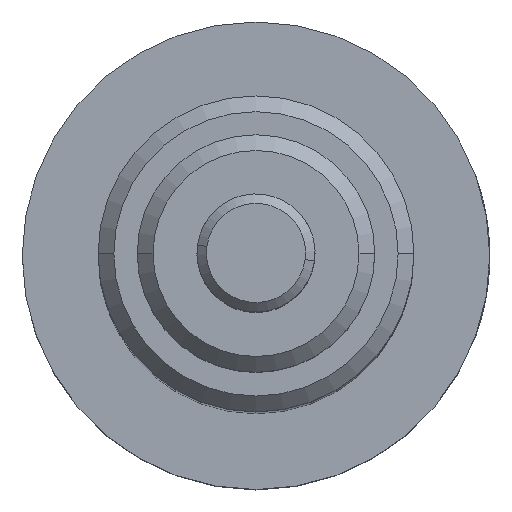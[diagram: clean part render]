
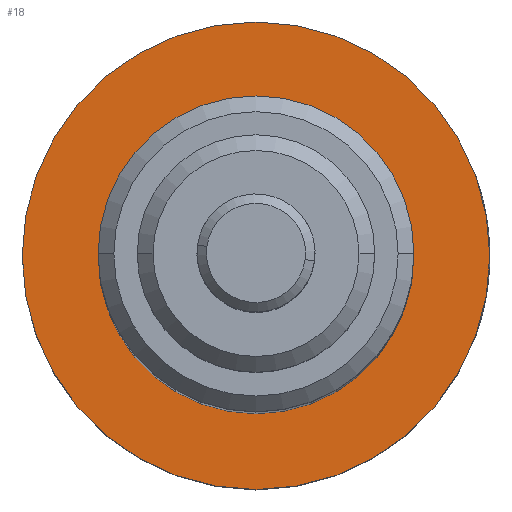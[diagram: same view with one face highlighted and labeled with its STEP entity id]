
A CAD part, top view. The second image highlights one B-rep face of the part: STEP entity #18.
In plain terms, the highlighted face is planar.
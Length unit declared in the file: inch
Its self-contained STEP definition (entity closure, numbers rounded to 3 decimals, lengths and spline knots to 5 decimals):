
#18 = ADVANCED_FACE ( 'NONE', ( #2654, #2107 ), #1663, .F. ) ;
#32 = CIRCLE ( 'NONE', #436, 0.25 ) ;
#182 = DIRECTION ( 'NONE',  ( 0., 0., 1. ) ) ;
#403 = AXIS2_PLACEMENT_3D ( 'NONE', #2073, #2485, #835 ) ;
#436 = AXIS2_PLACEMENT_3D ( 'NONE', #2643, #1421, #182 ) ;
#513 = EDGE_CURVE ( 'NONE', #1309, #1501, #32, .T. ) ;
#561 = EDGE_LOOP ( 'NONE', ( #1679, #905 ) ) ;
#576 = DIRECTION ( 'NONE',  ( -1., 0., 0. ) ) ;
#595 = CARTESIAN_POINT ( 'NONE',  ( 2.065, 0., 0.37 ) ) ;
#740 = ORIENTED_EDGE ( 'NONE', *, *, #1338, .T. ) ;
#831 = CARTESIAN_POINT ( 'NONE',  ( 2.065, 0., -0.37 ) ) ;
#835 = DIRECTION ( 'NONE',  ( 0., 0., -1. ) ) ;
#903 = EDGE_CURVE ( 'NONE', #1501, #1309, #1508, .T. ) ;
#905 = ORIENTED_EDGE ( 'NONE', *, *, #513, .F. ) ;
#932 = AXIS2_PLACEMENT_3D ( 'NONE', #2364, #1134, #2576 ) ;
#1134 = DIRECTION ( 'NONE',  ( -1., 0., 0. ) ) ;
#1198 = CARTESIAN_POINT ( 'NONE',  ( 2.065, 0., -0.25 ) ) ;
#1208 = DIRECTION ( 'NONE',  ( -1., 0., 0. ) ) ;
#1309 = VERTEX_POINT ( 'NONE', #1198 ) ;
#1338 = EDGE_CURVE ( 'NONE', #2369, #1854, #2468, .T. ) ;
#1339 = CARTESIAN_POINT ( 'NONE',  ( 2.065, 0., 0.25 ) ) ;
#1421 = DIRECTION ( 'NONE',  ( -1., 0., 0. ) ) ;
#1501 = VERTEX_POINT ( 'NONE', #1339 ) ;
#1508 = CIRCLE ( 'NONE', #2299, 0.25 ) ;
#1646 = ORIENTED_EDGE ( 'NONE', *, *, #1943, .T. ) ;
#1663 = PLANE ( 'NONE',  #403 ) ;
#1679 = ORIENTED_EDGE ( 'NONE', *, *, #903, .F. ) ;
#1818 = CARTESIAN_POINT ( 'NONE',  ( 2.065, 0., 0. ) ) ;
#1854 = VERTEX_POINT ( 'NONE', #831 ) ;
#1943 = EDGE_CURVE ( 'NONE', #1854, #2369, #2127, .T. ) ;
#2027 = DIRECTION ( 'NONE',  ( 0., 0., 1. ) ) ;
#2073 = CARTESIAN_POINT ( 'NONE',  ( 2.065, 0.37, 0. ) ) ;
#2107 = FACE_OUTER_BOUND ( 'NONE', #2329, .T. ) ;
#2127 = CIRCLE ( 'NONE', #932, 0.37 ) ;
#2299 = AXIS2_PLACEMENT_3D ( 'NONE', #1818, #576, #2027 ) ;
#2329 = EDGE_LOOP ( 'NONE', ( #740, #1646 ) ) ;
#2364 = CARTESIAN_POINT ( 'NONE',  ( 2.065, 0., 0. ) ) ;
#2369 = VERTEX_POINT ( 'NONE', #595 ) ;
#2437 = CARTESIAN_POINT ( 'NONE',  ( 2.065, 0., 0. ) ) ;
#2468 = CIRCLE ( 'NONE', #2615, 0.37 ) ;
#2485 = DIRECTION ( 'NONE',  ( 1., 0., 0. ) ) ;
#2576 = DIRECTION ( 'NONE',  ( 0., 0., 1. ) ) ;
#2615 = AXIS2_PLACEMENT_3D ( 'NONE', #2437, #1208, #2647 ) ;
#2643 = CARTESIAN_POINT ( 'NONE',  ( 2.065, 0., 0. ) ) ;
#2647 = DIRECTION ( 'NONE',  ( 0., 0., 1. ) ) ;
#2654 = FACE_BOUND ( 'NONE', #561, .T. ) ;
